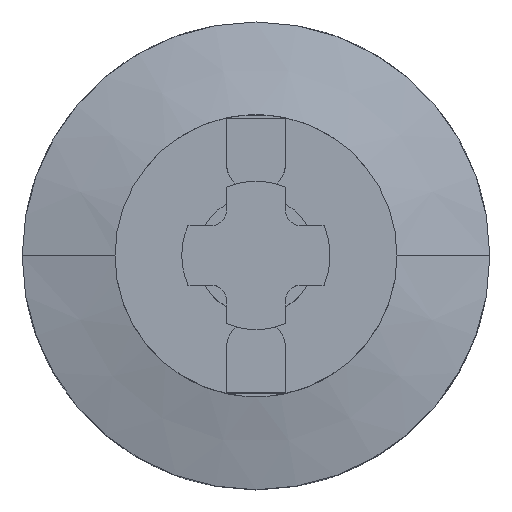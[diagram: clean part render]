
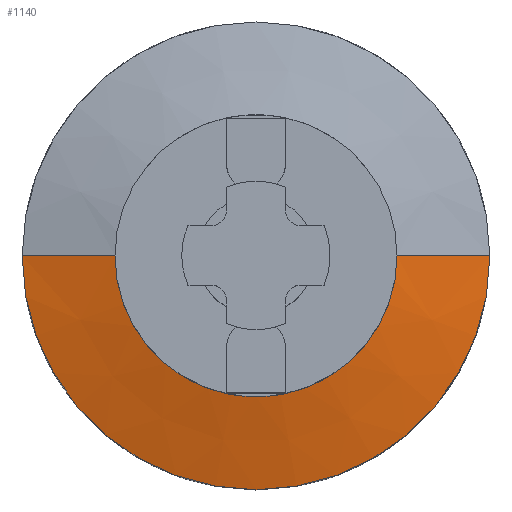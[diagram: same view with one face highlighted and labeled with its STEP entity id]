
A CAD part, top view. The second image highlights one B-rep face of the part: STEP entity #1140.
In plain terms, the highlighted conical face has half-angle 76.504 degrees and reference radius 31.5 mm.
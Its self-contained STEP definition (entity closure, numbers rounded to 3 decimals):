
#373 = CIRCLE ( 'NONE', #4775, 31.5 ) ;
#415 = DIRECTION ( 'NONE',  ( -1., 0., 0. ) ) ;
#439 = CONICAL_SURFACE ( 'NONE', #4554, 31.5, 1.335 ) ;
#504 = ORIENTED_EDGE ( 'NONE', *, *, #5339, .T. ) ;
#507 = CARTESIAN_POINT ( 'NONE',  ( -31.5, 0., 22. ) ) ;
#511 = VERTEX_POINT ( 'NONE', #4137 ) ;
#674 = ORIENTED_EDGE ( 'NONE', *, *, #4451, .T. ) ;
#712 = CARTESIAN_POINT ( 'NONE',  ( 19., 0., 25. ) ) ;
#752 = CARTESIAN_POINT ( 'NONE',  ( 0., 0., 22. ) ) ;
#826 = DIRECTION ( 'NONE',  ( 0., 0., -1. ) ) ;
#843 = EDGE_CURVE ( 'NONE', #1567, #511, #2563, .T. ) ;
#1057 = CIRCLE ( 'NONE', #5256, 19. ) ;
#1058 = ORIENTED_EDGE ( 'NONE', *, *, #843, .F. ) ;
#1102 = CARTESIAN_POINT ( 'NONE',  ( 0., 0., 22. ) ) ;
#1125 = DIRECTION ( 'NONE',  ( -1., 0., 0. ) ) ;
#1140 = ADVANCED_FACE ( 'NONE', ( #3061 ), #439, .T. ) ;
#1197 = DIRECTION ( 'NONE',  ( 1., 0., 0. ) ) ;
#1361 = VECTOR ( 'NONE', #2394, 1000. ) ;
#1461 = DIRECTION ( 'NONE',  ( -0.972, 0., -0.233 ) ) ;
#1567 = VERTEX_POINT ( 'NONE', #712 ) ;
#2233 = EDGE_LOOP ( 'NONE', ( #1058, #504, #5891, #674 ) ) ;
#2394 = DIRECTION ( 'NONE',  ( 0.972, 0., -0.233 ) ) ;
#2559 = CARTESIAN_POINT ( 'NONE',  ( -19., 0., 25. ) ) ;
#2563 = LINE ( 'NONE', #5823, #1361 ) ;
#3061 = FACE_OUTER_BOUND ( 'NONE', #2233, .T. ) ;
#3127 = DIRECTION ( 'NONE',  ( 0., 0., -1. ) ) ;
#3434 = LINE ( 'NONE', #4172, #5584 ) ;
#3774 = VERTEX_POINT ( 'NONE', #507 ) ;
#3898 = DIRECTION ( 'NONE',  ( 0., 0., 1. ) ) ;
#4137 = CARTESIAN_POINT ( 'NONE',  ( 31.5, 0., 22. ) ) ;
#4172 = CARTESIAN_POINT ( 'NONE',  ( -31.5, 0., 22. ) ) ;
#4451 = EDGE_CURVE ( 'NONE', #3774, #511, #373, .T. ) ;
#4504 = VERTEX_POINT ( 'NONE', #2559 ) ;
#4554 = AXIS2_PLACEMENT_3D ( 'NONE', #1102, #826, #1125 ) ;
#4775 = AXIS2_PLACEMENT_3D ( 'NONE', #752, #3898, #1197 ) ;
#4926 = EDGE_CURVE ( 'NONE', #4504, #3774, #3434, .T. ) ;
#5256 = AXIS2_PLACEMENT_3D ( 'NONE', #5889, #3127, #415 ) ;
#5339 = EDGE_CURVE ( 'NONE', #1567, #4504, #1057, .T. ) ;
#5584 = VECTOR ( 'NONE', #1461, 1000. ) ;
#5823 = CARTESIAN_POINT ( 'NONE',  ( 31.5, 0., 22. ) ) ;
#5889 = CARTESIAN_POINT ( 'NONE',  ( 0., 0., 25. ) ) ;
#5891 = ORIENTED_EDGE ( 'NONE', *, *, #4926, .T. ) ;
